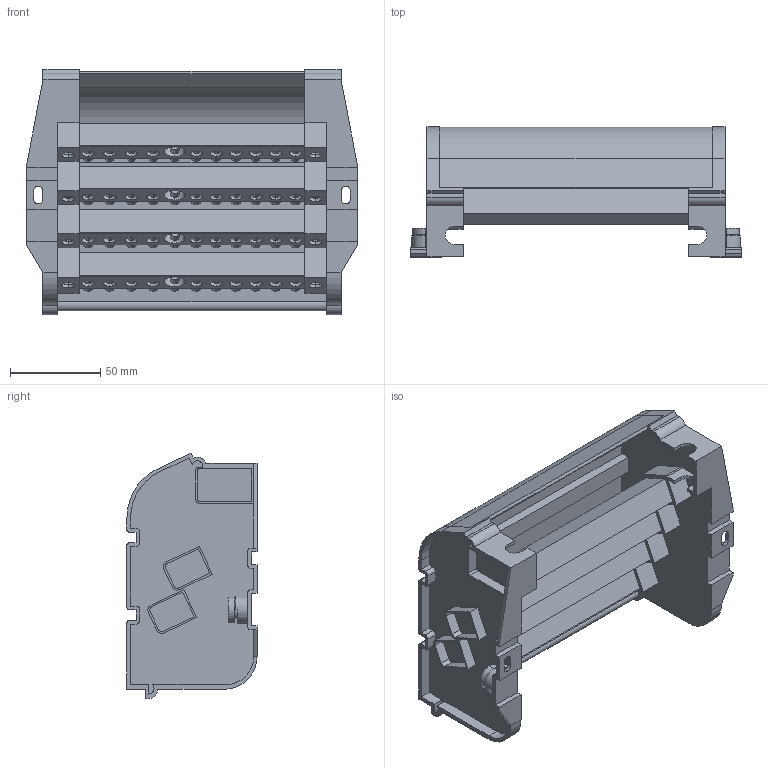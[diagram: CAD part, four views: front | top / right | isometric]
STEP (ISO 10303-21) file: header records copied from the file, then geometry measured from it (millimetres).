
FILE_DESCRIPTION (( 'STEP AP203' ), '1' );
FILE_NAME ('Äåòàëü ¹5.STEP', '2017-06-29T11:28:07', ( '' ), ( '' ), 'SwSTEP 2.0', 'SolidWorks 2014', '' );
FILE_SCHEMA (( 'CONFIG_CONTROL_DESIGN' ));
Length unit declared in the file: millimetre
Products named in the file (1): Äåòàëü ¹5
Bounding box: 183 x 72 x 135.93 mm (x, y, z)
Volume: 204406.1 mm3; surface area: 203329.1 mm2
Topology: 4 solids, 4 shells, 1580 faces, 4232 edges, 2796 vertices
Faces by surface type: plane 1095, cylinder 485
Entity records: 51847 total; most frequent: CARTESIAN_POINT 11345, ORIENTED_EDGE 8464, DIRECTION 8146, EDGE_CURVE 4232, VECTOR 3208, LINE 3208, VERTEX_POINT 2796, AXIS2_PLACEMENT_3D 2469
